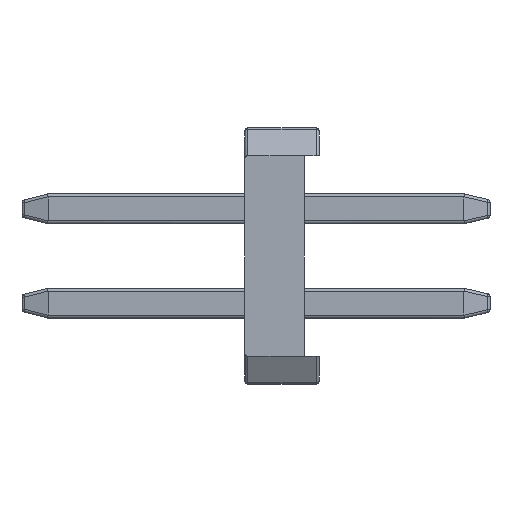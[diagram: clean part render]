
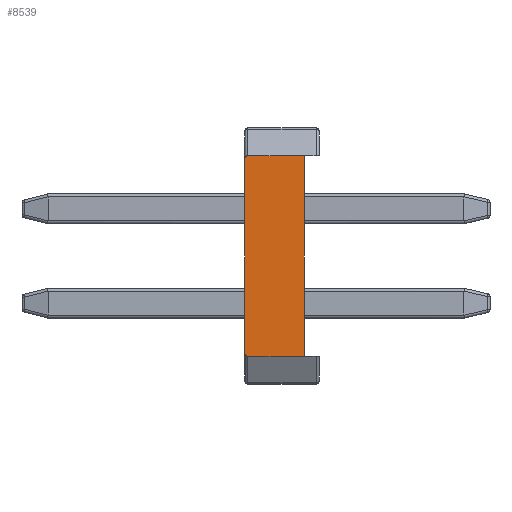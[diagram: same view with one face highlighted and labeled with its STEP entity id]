
A CAD part, left-side view. The second image highlights one B-rep face of the part: STEP entity #8539.
In plain terms, the highlighted planar face has unit normal (-1, 0, 0).
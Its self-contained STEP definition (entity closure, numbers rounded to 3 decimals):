
#702 = VERTEX_POINT ( 'NONE', #26547 ) ;
#990 = DIRECTION ( 'NONE',  ( 0., 0., -1. ) ) ;
#1014 = VERTEX_POINT ( 'NONE', #25421 ) ;
#1250 = CARTESIAN_POINT ( 'NONE',  ( -8.255, 0.5, 1.31 ) ) ;
#1505 = FACE_OUTER_BOUND ( 'NONE', #16162, .T. ) ;
#1597 = EDGE_CURVE ( 'NONE', #702, #24907, #28446, .T. ) ;
#2139 = VECTOR ( 'NONE', #5739, 1000. ) ;
#2743 = CARTESIAN_POINT ( 'NONE',  ( -8.255, 0.46, 1.31 ) ) ;
#3162 = CARTESIAN_POINT ( 'NONE',  ( -8.255, 0.5, -1.31 ) ) ;
#4388 = DIRECTION ( 'NONE',  ( 0., -1., 0. ) ) ;
#4716 = VECTOR ( 'NONE', #4388, 1000. ) ;
#5548 = DIRECTION ( 'NONE',  ( 0., 0., -1. ) ) ;
#5739 = DIRECTION ( 'NONE',  ( 0., 0., -1. ) ) ;
#8187 = DIRECTION ( 'NONE',  ( 0., 0., -1. ) ) ;
#8457 = AXIS2_PLACEMENT_3D ( 'NONE', #2743, #22267, #5548 ) ;
#8539 = ADVANCED_FACE ( 'NONE', ( #1505 ), #22073, .F. ) ;
#8568 = CARTESIAN_POINT ( 'NONE',  ( -8.255, -0.3, -1.35 ) ) ;
#8924 = DIRECTION ( 'NONE',  ( 0., -1., 0. ) ) ;
#8986 = ORIENTED_EDGE ( 'NONE', *, *, #17278, .F. ) ;
#9690 = ORIENTED_EDGE ( 'NONE', *, *, #17425, .F. ) ;
#11796 = ORIENTED_EDGE ( 'NONE', *, *, #22978, .T. ) ;
#13456 = DIRECTION ( 'NONE',  ( 0., 0., 1. ) ) ;
#16162 = EDGE_LOOP ( 'NONE', ( #24536, #31720, #8986, #11796, #18103, #9690 ) ) ;
#17278 = EDGE_CURVE ( 'NONE', #17473, #27231, #36205, .T. ) ;
#17425 = EDGE_CURVE ( 'NONE', #24907, #1014, #32687, .T. ) ;
#17473 = VERTEX_POINT ( 'NONE', #3162 ) ;
#17728 = DIRECTION ( 'NONE',  ( -1., 0., 0. ) ) ;
#18103 = ORIENTED_EDGE ( 'NONE', *, *, #21525, .T. ) ;
#18301 = CARTESIAN_POINT ( 'NONE',  ( -8.255, 0.46, -1.35 ) ) ;
#18493 = AXIS2_PLACEMENT_3D ( 'NONE', #33170, #24897, #8187 ) ;
#18645 = CIRCLE ( 'NONE', #8457, 0.04 ) ;
#18931 = CARTESIAN_POINT ( 'NONE',  ( -8.255, 0.5, -1.35 ) ) ;
#21350 = VECTOR ( 'NONE', #13456, 1000. ) ;
#21525 = EDGE_CURVE ( 'NONE', #29859, #1014, #33533, .T. ) ;
#21888 = VECTOR ( 'NONE', #8924, 1000. ) ;
#22073 = PLANE ( 'NONE',  #18493 ) ;
#22267 = DIRECTION ( 'NONE',  ( -1., 0., 0. ) ) ;
#22978 = EDGE_CURVE ( 'NONE', #17473, #29859, #35210, .T. ) ;
#23913 = CARTESIAN_POINT ( 'NONE',  ( -8.255, 0.5, -1.35 ) ) ;
#24176 = AXIS2_PLACEMENT_3D ( 'NONE', #34433, #17728, #990 ) ;
#24536 = ORIENTED_EDGE ( 'NONE', *, *, #1597, .F. ) ;
#24897 = DIRECTION ( 'NONE',  ( 1., 0., 0. ) ) ;
#24907 = VERTEX_POINT ( 'NONE', #29376 ) ;
#25421 = CARTESIAN_POINT ( 'NONE',  ( -8.255, -0.3, -1.35 ) ) ;
#26547 = CARTESIAN_POINT ( 'NONE',  ( -8.255, 0.46, 1.35 ) ) ;
#27231 = VERTEX_POINT ( 'NONE', #1250 ) ;
#28422 = CARTESIAN_POINT ( 'NONE',  ( -8.255, 0.5, 1.35 ) ) ;
#28446 = LINE ( 'NONE', #28422, #21888 ) ;
#28544 = EDGE_CURVE ( 'NONE', #702, #27231, #18645, .T. ) ;
#29376 = CARTESIAN_POINT ( 'NONE',  ( -8.255, -0.3, 1.35 ) ) ;
#29859 = VERTEX_POINT ( 'NONE', #18301 ) ;
#31720 = ORIENTED_EDGE ( 'NONE', *, *, #28544, .T. ) ;
#32687 = LINE ( 'NONE', #8568, #2139 ) ;
#33170 = CARTESIAN_POINT ( 'NONE',  ( -8.255, 0.5, -1.35 ) ) ;
#33533 = LINE ( 'NONE', #23913, #4716 ) ;
#34433 = CARTESIAN_POINT ( 'NONE',  ( -8.255, 0.46, -1.31 ) ) ;
#35210 = CIRCLE ( 'NONE', #24176, 0.04 ) ;
#36205 = LINE ( 'NONE', #18931, #21350 ) ;
